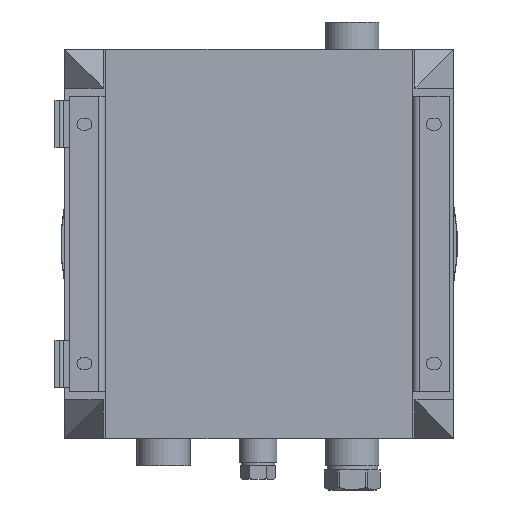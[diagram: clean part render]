
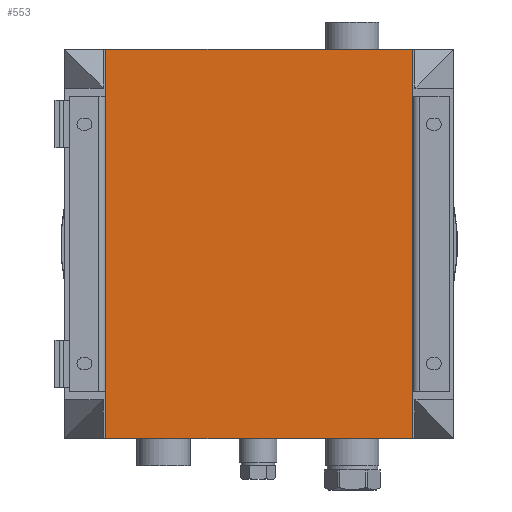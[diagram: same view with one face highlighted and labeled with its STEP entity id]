
A CAD part, left-side view. The second image highlights one B-rep face of the part: STEP entity #553.
In plain terms, the highlighted planar face has unit normal (-1, 0, 0).
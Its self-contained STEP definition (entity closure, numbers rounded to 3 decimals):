
#553 = ADVANCED_FACE( '', ( #1353 ), #1354, .F. );
#1353 = FACE_OUTER_BOUND( '', #2442, .T. );
#1354 = PLANE( '', #2443 );
#2442 = EDGE_LOOP( '', ( #4161, #4162, #4163, #4164 ) );
#2443 = AXIS2_PLACEMENT_3D( '', #4165, #4166, #4167 );
#4161 = ORIENTED_EDGE( '', *, *, #6847, .F. );
#4162 = ORIENTED_EDGE( '', *, *, #6848, .F. );
#4163 = ORIENTED_EDGE( '', *, *, #6849, .F. );
#4164 = ORIENTED_EDGE( '', *, *, #6850, .F. );
#4165 = CARTESIAN_POINT( '', ( -83.5, 0., 0. ) );
#4166 = DIRECTION( '', ( 1., 0., 0. ) );
#4167 = DIRECTION( '', ( 0., 0., -1. ) );
#6847 = EDGE_CURVE( '', #8313, #8314, #8315, .T. );
#6848 = EDGE_CURVE( '', #8316, #8313, #8317, .T. );
#6849 = EDGE_CURVE( '', #8318, #8316, #8319, .T. );
#6850 = EDGE_CURVE( '', #8314, #8318, #8320, .T. );
#8313 = VERTEX_POINT( '', #10644 );
#8314 = VERTEX_POINT( '', #10645 );
#8315 = LINE( '', #10646, #10647 );
#8316 = VERTEX_POINT( '', #10648 );
#8317 = LINE( '', #10649, #10650 );
#8318 = VERTEX_POINT( '', #10651 );
#8319 = LINE( '', #10652, #10653 );
#8320 = LINE( '', #10654, #10655 );
#10644 = CARTESIAN_POINT( '', ( -83.5, 130., -165. ) );
#10645 = CARTESIAN_POINT( '', ( -83.5, 130., 165. ) );
#10646 = CARTESIAN_POINT( '', ( -83.5, 130., -165. ) );
#10647 = VECTOR( '', #12604, 1000. );
#10648 = CARTESIAN_POINT( '', ( -83.5, -130., -165. ) );
#10649 = CARTESIAN_POINT( '', ( -83.5, -130., -165. ) );
#10650 = VECTOR( '', #12605, 1000. );
#10651 = CARTESIAN_POINT( '', ( -83.5, -130., 165. ) );
#10652 = CARTESIAN_POINT( '', ( -83.5, -130., 165. ) );
#10653 = VECTOR( '', #12606, 1000. );
#10654 = CARTESIAN_POINT( '', ( -83.5, 130., 165. ) );
#10655 = VECTOR( '', #12607, 1000. );
#12604 = DIRECTION( '', ( 0., 0., 1. ) );
#12605 = DIRECTION( '', ( 0., 1., 0. ) );
#12606 = DIRECTION( '', ( 0., 0., -1. ) );
#12607 = DIRECTION( '', ( 0., -1., 0. ) );
